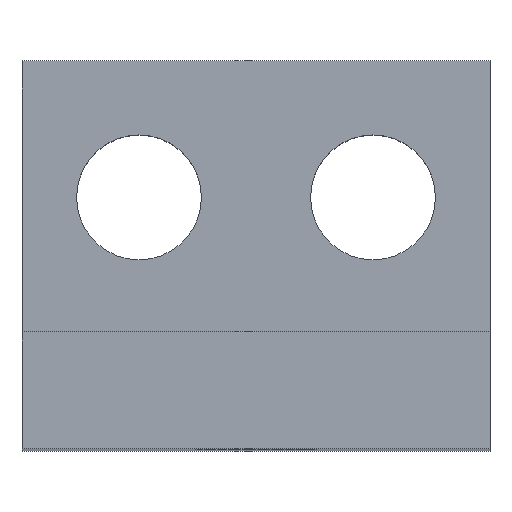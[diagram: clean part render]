
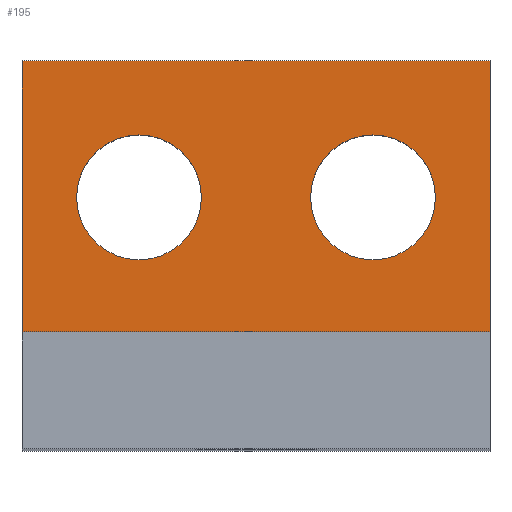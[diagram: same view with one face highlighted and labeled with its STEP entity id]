
A CAD part, top view. The second image highlights one B-rep face of the part: STEP entity #195.
In plain terms, the highlighted planar face has unit normal (0, 0, 1).
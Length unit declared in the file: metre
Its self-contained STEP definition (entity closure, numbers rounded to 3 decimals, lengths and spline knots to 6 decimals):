
#15=LINE('',#296,#33);
#16=LINE('',#299,#34);
#17=LINE('',#301,#35);
#18=LINE('',#303,#36);
#33=VECTOR('',#244,1.);
#34=VECTOR('',#245,1.);
#35=VECTOR('',#246,1.);
#36=VECTOR('',#247,1.);
#51=ORIENTED_EDGE('',*,*,#99,.T.);
#52=ORIENTED_EDGE('',*,*,#100,.T.);
#53=ORIENTED_EDGE('',*,*,#101,.F.);
#54=ORIENTED_EDGE('',*,*,#102,.T.);
#55=ORIENTED_EDGE('',*,*,#103,.T.);
#56=ORIENTED_EDGE('',*,*,#104,.F.);
#99=EDGE_CURVE('',#123,#123,#141,.T.);
#100=EDGE_CURVE('',#124,#124,#142,.T.);
#101=EDGE_CURVE('',#125,#126,#15,.T.);
#102=EDGE_CURVE('',#125,#127,#16,.T.);
#103=EDGE_CURVE('',#127,#128,#17,.T.);
#104=EDGE_CURVE('',#126,#128,#18,.T.);
#123=VERTEX_POINT('',#293);
#124=VERTEX_POINT('',#295);
#125=VERTEX_POINT('',#297);
#126=VERTEX_POINT('',#298);
#127=VERTEX_POINT('',#300);
#128=VERTEX_POINT('',#302);
#141=CIRCLE('',#220,0.0016);
#142=CIRCLE('',#221,0.0016);
#147=EDGE_LOOP('',(#51));
#148=EDGE_LOOP('',(#52));
#149=EDGE_LOOP('',(#53,#54,#55,#56));
#167=FACE_BOUND('',#147,.T.);
#168=FACE_BOUND('',#148,.T.);
#169=FACE_BOUND('',#149,.T.);
#187=PLANE('',#219);
#195=ADVANCED_FACE('',(#167,#168,#169),#187,.T.);
#219=AXIS2_PLACEMENT_3D('',#291,#238,#239);
#220=AXIS2_PLACEMENT_3D('',#292,#240,#241);
#221=AXIS2_PLACEMENT_3D('',#294,#242,#243);
#238=DIRECTION('',(0.,0.,1.));
#239=DIRECTION('',(1.,0.,0.));
#240=DIRECTION('',(0.,0.,-1.));
#241=DIRECTION('',(-1.,0.,0.));
#242=DIRECTION('',(0.,0.,-1.));
#243=DIRECTION('',(-1.,0.,0.));
#244=DIRECTION('',(0.,1.,0.));
#245=DIRECTION('',(1.,0.,0.));
#246=DIRECTION('',(0.,1.,0.));
#247=DIRECTION('',(1.,0.,0.));
#291=CARTESIAN_POINT('',(0.,0.005,0.003));
#292=CARTESIAN_POINT('',(-0.003,0.0065,0.003));
#293=CARTESIAN_POINT('',(-0.0046,0.0065,0.003));
#294=CARTESIAN_POINT('',(0.003,0.0065,0.003));
#295=CARTESIAN_POINT('',(0.0014,0.0065,0.003));
#296=CARTESIAN_POINT('',(-0.006,0.005,0.003));
#297=CARTESIAN_POINT('',(-0.006,0.003,0.003));
#298=CARTESIAN_POINT('',(-0.006,0.01,0.003));
#299=CARTESIAN_POINT('',(0.,0.003,0.003));
#300=CARTESIAN_POINT('',(0.006,0.003,0.003));
#301=CARTESIAN_POINT('',(0.006,0.005,0.003));
#302=CARTESIAN_POINT('',(0.006,0.01,0.003));
#303=CARTESIAN_POINT('',(0.,0.01,0.003));
